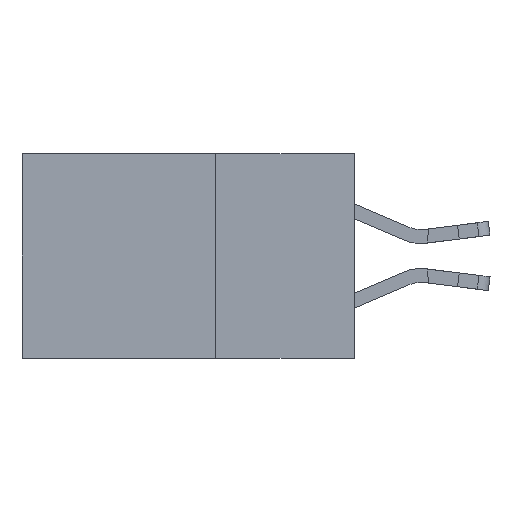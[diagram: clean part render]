
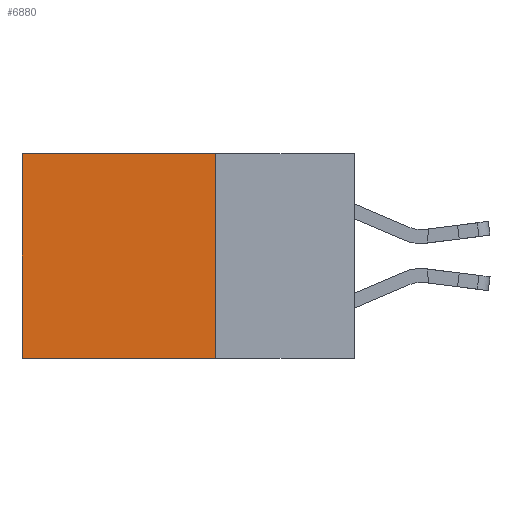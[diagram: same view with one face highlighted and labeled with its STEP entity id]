
A CAD part, left-side view. The second image highlights one B-rep face of the part: STEP entity #6880.
In plain terms, the highlighted planar face has unit normal (-1, 0, 0).
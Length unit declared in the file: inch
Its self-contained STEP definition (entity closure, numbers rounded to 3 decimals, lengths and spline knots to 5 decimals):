
#1209 = CARTESIAN_POINT ( 'NONE',  ( 0.298, 0.6, -0.37 ) ) ;
#1687 = DIRECTION ( 'NONE',  ( 0., 0., -1. ) ) ;
#2190 = DIRECTION ( 'NONE',  ( 0., 1., 0. ) ) ;
#3259 = VERTEX_POINT ( 'NONE', #1209 ) ;
#3260 = CARTESIAN_POINT ( 'NONE',  ( 0.298, 0.25, 0. ) ) ;
#3810 = EDGE_CURVE ( 'NONE', #15160, #3259, #9001, .T. ) ;
#4371 = LINE ( 'NONE', #12366, #9974 ) ;
#5292 = LINE ( 'NONE', #10541, #14061 ) ;
#5702 = VERTEX_POINT ( 'NONE', #8606 ) ;
#6202 = ORIENTED_EDGE ( 'NONE', *, *, #3810, .F. ) ;
#6668 = CARTESIAN_POINT ( 'NONE',  ( 0.298, 0.25, -0.37 ) ) ;
#6696 = AXIS2_PLACEMENT_3D ( 'NONE', #14866, #8856, #1687 ) ;
#6880 = ADVANCED_FACE ( 'NONE', ( #10962 ), #8806, .F. ) ;
#7319 = EDGE_CURVE ( 'NONE', #12926, #15160, #11160, .T. ) ;
#8252 = DIRECTION ( 'NONE',  ( 0., 1., 0. ) ) ;
#8606 = CARTESIAN_POINT ( 'NONE',  ( 0.298, 0.6, 0. ) ) ;
#8678 = ORIENTED_EDGE ( 'NONE', *, *, #7319, .F. ) ;
#8806 = PLANE ( 'NONE',  #6696 ) ;
#8856 = DIRECTION ( 'NONE',  ( 1., 0., 0. ) ) ;
#9001 = LINE ( 'NONE', #15325, #12008 ) ;
#9974 = VECTOR ( 'NONE', #10229, 39.37008 ) ;
#10229 = DIRECTION ( 'NONE',  ( 0., 0., -1. ) ) ;
#10541 = CARTESIAN_POINT ( 'NONE',  ( 0.298, 0.25, 0. ) ) ;
#10559 = VECTOR ( 'NONE', #15299, 39.37008 ) ;
#10790 = EDGE_LOOP ( 'NONE', ( #14157, #6202, #8678, #12935 ) ) ;
#10960 = CARTESIAN_POINT ( 'NONE',  ( 0.298, 0.25, 0. ) ) ;
#10962 = FACE_OUTER_BOUND ( 'NONE', #10790, .T. ) ;
#11160 = LINE ( 'NONE', #3260, #10559 ) ;
#12008 = VECTOR ( 'NONE', #2190, 39.37008 ) ;
#12366 = CARTESIAN_POINT ( 'NONE',  ( 0.298, 0.6, 0. ) ) ;
#12697 = EDGE_CURVE ( 'NONE', #5702, #3259, #4371, .T. ) ;
#12926 = VERTEX_POINT ( 'NONE', #10960 ) ;
#12935 = ORIENTED_EDGE ( 'NONE', *, *, #13668, .T. ) ;
#13668 = EDGE_CURVE ( 'NONE', #12926, #5702, #5292, .T. ) ;
#14061 = VECTOR ( 'NONE', #8252, 39.37008 ) ;
#14157 = ORIENTED_EDGE ( 'NONE', *, *, #12697, .T. ) ;
#14866 = CARTESIAN_POINT ( 'NONE',  ( 0.298, 0.25, 0. ) ) ;
#15160 = VERTEX_POINT ( 'NONE', #6668 ) ;
#15299 = DIRECTION ( 'NONE',  ( 0., 0., -1. ) ) ;
#15325 = CARTESIAN_POINT ( 'NONE',  ( 0.298, 0.25, -0.37 ) ) ;
